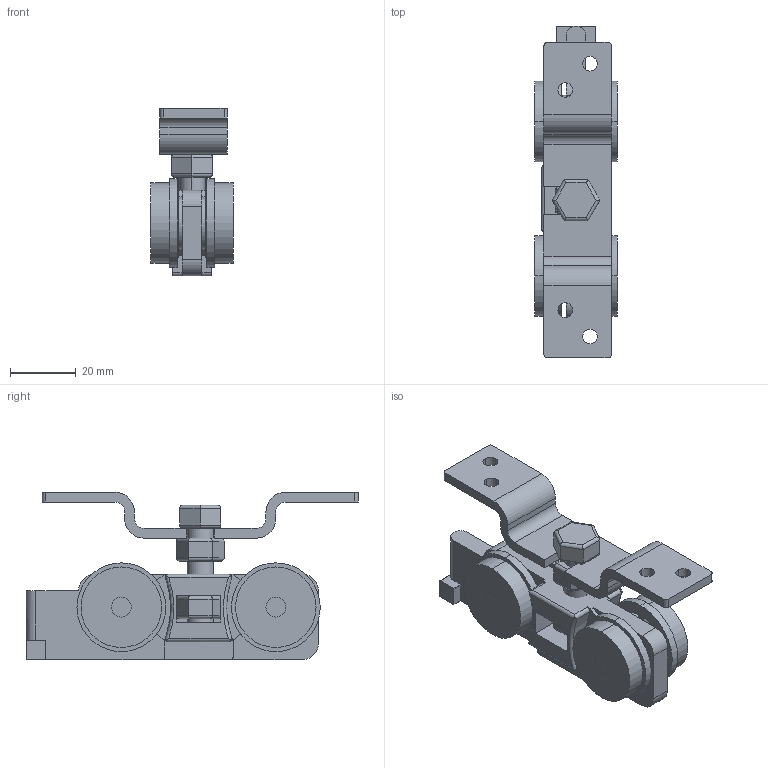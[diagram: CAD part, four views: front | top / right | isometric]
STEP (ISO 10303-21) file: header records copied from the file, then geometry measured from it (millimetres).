
FILE_DESCRIPTION(('STEP AP203'),'2;1');
FILE_NAME('23.080.00.stp','2011-02-14T09:37:06',(''),(''),'2009.3.110','THINKDESIGN','');
FILE_SCHEMA(('CONFIG_CONTROL_DESIGN'));
Length unit declared in the file: millimetre
Bounding box: 25 x 101 x 51 mm (x, y, z)
Volume: 43176.6 mm3; surface area: 26973.1 mm2
Topology: 11 solids, 11 shells, 430 faces, 1056 edges, 676 vertices
Faces by surface type: cylinder 216, plane 200, bspline 14
Entity records: 13163 total; most frequent: CARTESIAN_POINT 2800, DIRECTION 2180, ORIENTED_EDGE 2092, EDGE_CURVE 1046, AXIS2_PLACEMENT_3D 774, VERTEX_POINT 676, VECTOR 632, LINE 632
